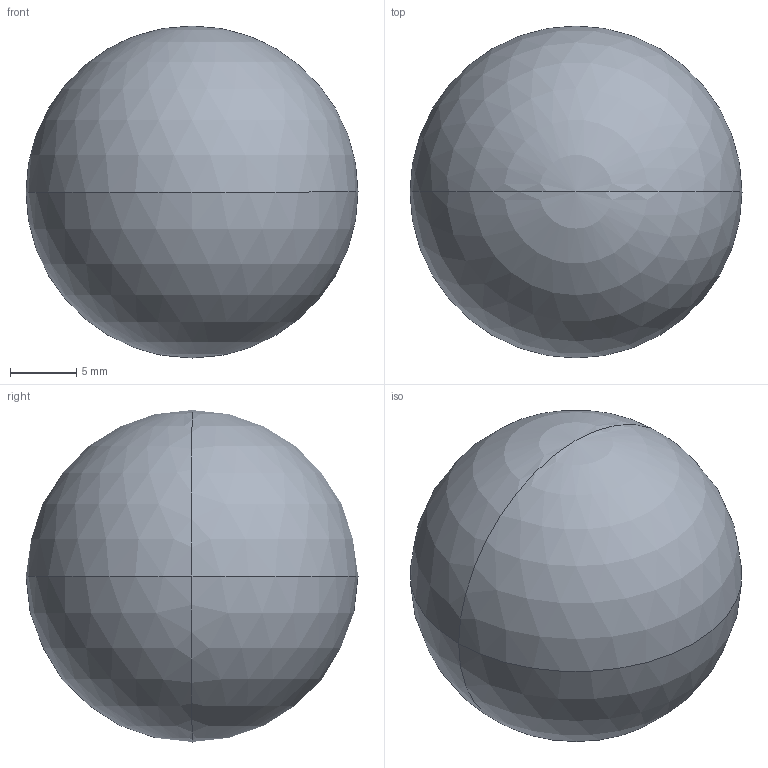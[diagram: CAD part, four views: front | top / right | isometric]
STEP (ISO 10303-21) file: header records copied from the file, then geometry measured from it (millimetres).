
FILE_DESCRIPTION(('produced by SPATIAL CORP'),'2;1');
FILE_NAME( 'ball.prt.hh.sat.stp', '2002-04-19T14:13:41+00:00',('SPATIAL CORP'),('SPATIAL CORP'), 'ACIS STEP Husk','http://www.spatial.com','SPATIAL CORP');
FILE_SCHEMA(('CONFIG_CONTROL_DESIGN'));
Length unit declared in the file: millimetre
Products named in the file (1): PRODUCT_ID_1
Bounding box: 25 x 25 x 25 mm (x, y, z)
Volume: 8181.2 mm3; surface area: 1963.5 mm2
Topology: 1 solids, 1 shells, 4 faces, 12 edges, 6 vertices
Faces by surface type: sphere 4
Entity records: 166 total; most frequent: ORIENTED_EDGE 16, CARTESIAN_POINT 11, DIRECTION 10, EDGE_CURVE 8, PERSON 8, ORGANIZATION 8, PERSON_AND_ORGANIZATION 8, VERTEX_POINT 6
